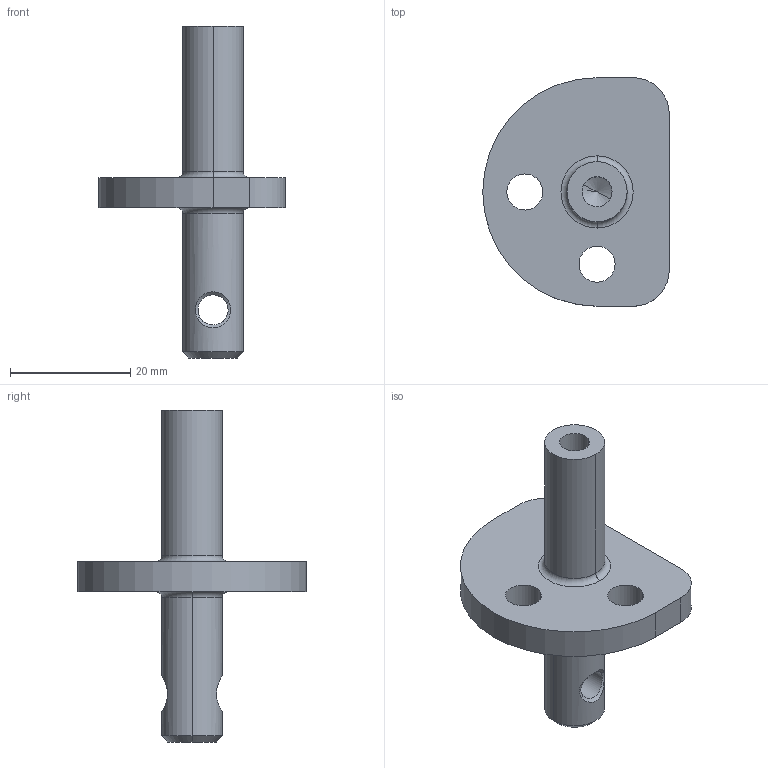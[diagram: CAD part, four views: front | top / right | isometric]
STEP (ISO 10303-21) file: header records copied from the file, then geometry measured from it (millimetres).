
FILE_DESCRIPTION(('CATIA V5 STEP Exchange'),'2;1');
FILE_NAME('Base charniere CH alu femelle AR - 09 - longueur Guidage.stp','2019-01-07T17:28:37+00:00',('none'),('none'),'CATIA Version 5 Release 21 GA (IN-10)','CATIA V5 STEP AP203','none');
FILE_SCHEMA(('CONFIG_CONTROL_DESIGN'));
Length unit declared in the file: millimetre
Products named in the file (1): Base charniere CH alu femelle AR - 09 - Longueur Guidage
Bounding box: 31 x 38 x 55.2 mm (x, y, z)
Volume: 8121.6 mm3; surface area: 4601.2 mm2
Topology: 1 solids, 1 shells, 34 faces, 80 edges, 49 vertices
Faces by surface type: cylinder 15, plane 7, cone 4, torus 4, bspline 4
Entity records: 1274 total; most frequent: CARTESIAN_POINT 516, ORIENTED_EDGE 156, DIRECTION 112, EDGE_CURVE 78, AXIS2_PLACEMENT_3D 62, VERTEX_POINT 49, EDGE_LOOP 43, CIRCLE 38
